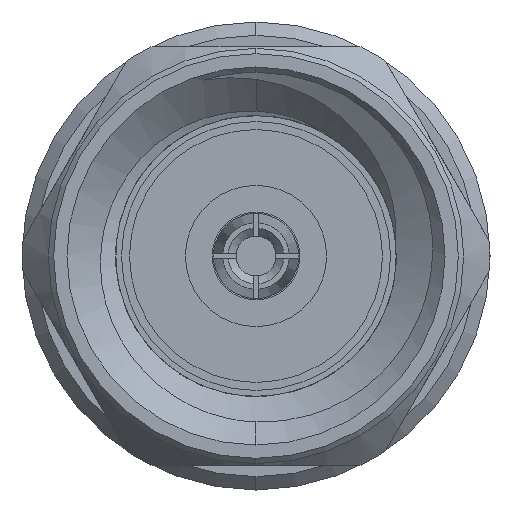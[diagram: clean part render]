
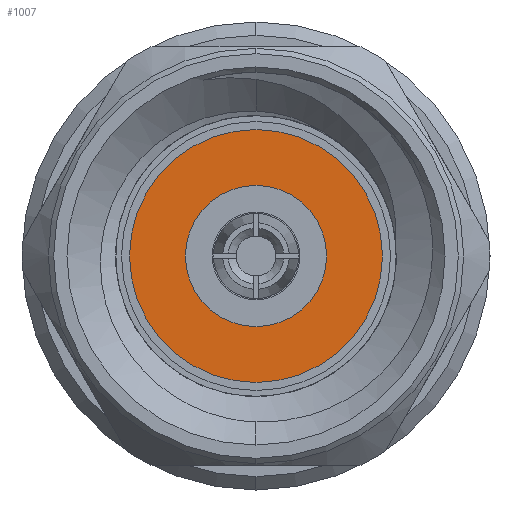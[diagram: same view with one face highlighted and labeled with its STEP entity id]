
A CAD part, left-side view. The second image highlights one B-rep face of the part: STEP entity #1007.
In plain terms, the highlighted planar face has unit normal (-1, 0, 0).
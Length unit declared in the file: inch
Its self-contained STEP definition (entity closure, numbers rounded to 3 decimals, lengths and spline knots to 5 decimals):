
#246 = DIRECTION ( 'NONE',  ( 0., 0., 1. ) ) ;
#341 = FACE_BOUND ( 'NONE', #2901, .T. ) ;
#350 = EDGE_CURVE ( 'NONE', #3660, #3826, #2399, .T. ) ;
#445 = AXIS2_PLACEMENT_3D ( 'NONE', #4014, #1843, #2790 ) ;
#585 = DIRECTION ( 'NONE',  ( 1., 0., 0. ) ) ;
#598 = DIRECTION ( 'NONE',  ( -1., 0., 0. ) ) ;
#707 = ORIENTED_EDGE ( 'NONE', *, *, #2421, .F. ) ;
#711 = EDGE_CURVE ( 'NONE', #2525, #2263, #2459, .T. ) ;
#1007 = ADVANCED_FACE ( 'NONE', ( #1913, #341 ), #1509, .T. ) ;
#1109 = AXIS2_PLACEMENT_3D ( 'NONE', #1583, #3164, #3535 ) ;
#1223 = CARTESIAN_POINT ( 'NONE',  ( 0.16, 0., 0. ) ) ;
#1231 = CIRCLE ( 'NONE', #1109, 0.0475 ) ;
#1426 = EDGE_CURVE ( 'NONE', #2263, #2525, #1231, .T. ) ;
#1509 = PLANE ( 'NONE',  #445 ) ;
#1583 = CARTESIAN_POINT ( 'NONE',  ( 0.16, 0., 0. ) ) ;
#1716 = CARTESIAN_POINT ( 'NONE',  ( 0.16, 0., 0.0475 ) ) ;
#1765 = DIRECTION ( 'NONE',  ( 0., 0., 1. ) ) ;
#1843 = DIRECTION ( 'NONE',  ( -1., 0., 0. ) ) ;
#1913 = FACE_OUTER_BOUND ( 'NONE', #3117, .T. ) ;
#2145 = DIRECTION ( 'NONE',  ( 0., 0., 1. ) ) ;
#2263 = VERTEX_POINT ( 'NONE', #1716 ) ;
#2334 = CARTESIAN_POINT ( 'NONE',  ( 0.16, 0., 0.0265 ) ) ;
#2386 = AXIS2_PLACEMENT_3D ( 'NONE', #2450, #585, #246 ) ;
#2399 = CIRCLE ( 'NONE', #3499, 0.0265 ) ;
#2421 = EDGE_CURVE ( 'NONE', #3826, #3660, #2943, .T. ) ;
#2450 = CARTESIAN_POINT ( 'NONE',  ( 0.16, 0., 0. ) ) ;
#2459 = CIRCLE ( 'NONE', #2386, 0.0475 ) ;
#2525 = VERTEX_POINT ( 'NONE', #4046 ) ;
#2663 = ORIENTED_EDGE ( 'NONE', *, *, #1426, .F. ) ;
#2719 = CARTESIAN_POINT ( 'NONE',  ( 0.16, 0., 0. ) ) ;
#2788 = CARTESIAN_POINT ( 'NONE',  ( 0.16, 0., -0.0265 ) ) ;
#2790 = DIRECTION ( 'NONE',  ( 0., 0., 1. ) ) ;
#2901 = EDGE_LOOP ( 'NONE', ( #3764, #707 ) ) ;
#2943 = CIRCLE ( 'NONE', #3021, 0.0265 ) ;
#3021 = AXIS2_PLACEMENT_3D ( 'NONE', #1223, #598, #2145 ) ;
#3117 = EDGE_LOOP ( 'NONE', ( #3367, #2663 ) ) ;
#3164 = DIRECTION ( 'NONE',  ( 1., 0., 0. ) ) ;
#3367 = ORIENTED_EDGE ( 'NONE', *, *, #711, .F. ) ;
#3499 = AXIS2_PLACEMENT_3D ( 'NONE', #2719, #3659, #1765 ) ;
#3535 = DIRECTION ( 'NONE',  ( 0., 0., 1. ) ) ;
#3659 = DIRECTION ( 'NONE',  ( -1., 0., 0. ) ) ;
#3660 = VERTEX_POINT ( 'NONE', #2788 ) ;
#3764 = ORIENTED_EDGE ( 'NONE', *, *, #350, .F. ) ;
#3826 = VERTEX_POINT ( 'NONE', #2334 ) ;
#4014 = CARTESIAN_POINT ( 'NONE',  ( 0.16, 0., 0. ) ) ;
#4046 = CARTESIAN_POINT ( 'NONE',  ( 0.16, 0., -0.0475 ) ) ;
